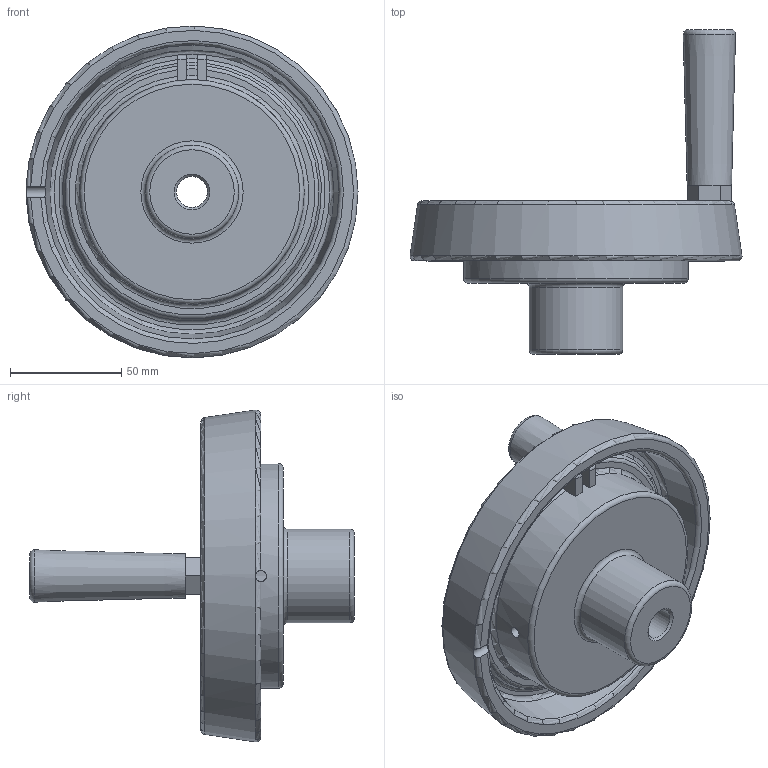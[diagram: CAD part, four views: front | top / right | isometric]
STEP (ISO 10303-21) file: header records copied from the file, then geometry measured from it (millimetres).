
FILE_DESCRIPTION(/* description */ (''),/* implementation_level */ '2;1');
FILE_NAME(/* name */ 'CVODS0000001.stp',/* time_stamp */ '2018-11-08T16:26:28+01:00',/* author */ ('fzagni'),/* organization */ (''),/* preprocessor_version */ 'ST-DEVELOPER v16.1',/* originating_system */ 'Autodesk Inventor 2016',/* authorisation */ '');
FILE_SCHEMA (('AUTOMOTIVE_DESIGN { 1 0 10303 214 3 1 1 }'));
Length unit declared in the file: millimetre
Products named in the file (1): CVODS0000001
Bounding box: 149.35 x 146 x 149.34 mm (x, y, z)
Volume: 298589.3 mm3; surface area: 78593.3 mm2
Topology: 1 solids, 1 shells, 67 faces, 161 edges, 104 vertices
Faces by surface type: plane 29, torus 18, cylinder 11, cone 9
Full cylindrical faces by diameter (mm): 5 x1, 14 x1, 30 x1, 42 x1, 78 x1, 86 x1, 87 x1, 101 x1
Entity records: 2102 total; most frequent: CARTESIAN_POINT 612, DIRECTION 298, ORIENTED_EDGE 276, EDGE_CURVE 138, AXIS2_PLACEMENT_3D 124, VERTEX_POINT 100, EDGE_LOOP 98, FACE_OUTER_BOUND 67
